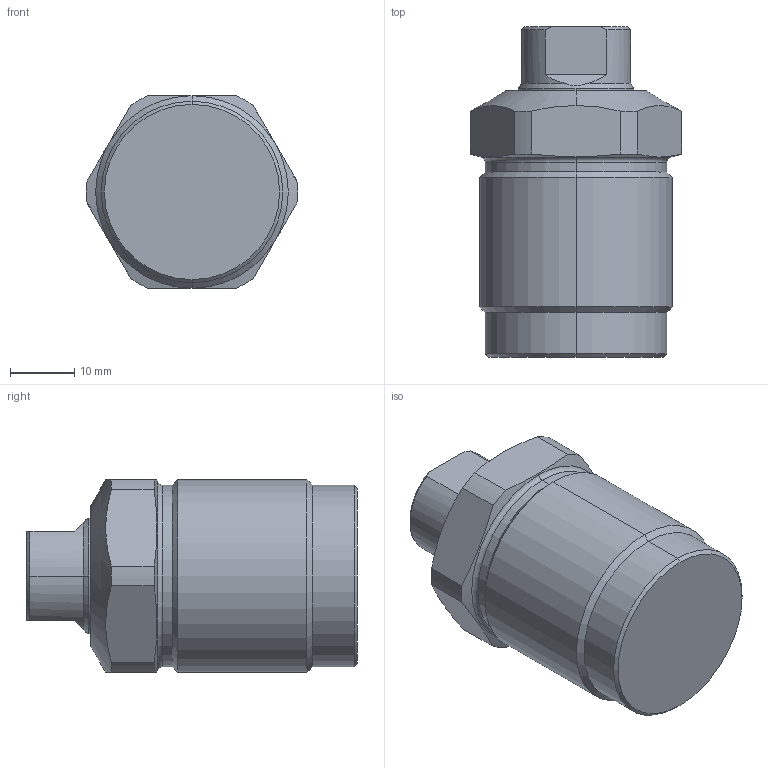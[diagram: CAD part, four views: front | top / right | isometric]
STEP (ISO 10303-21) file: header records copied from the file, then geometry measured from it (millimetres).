
FILE_DESCRIPTION (( 'STEP AP214' ), '1' );
FILE_NAME ('CMC06-10.STEP', '2005-12-23T07:57:18', ( '' ), ( '' ), 'SwSTEP 2.0', 'SolidWorks 2004334', '' );
FILE_SCHEMA (( 'AUTOMOTIVE_DESIGN' ));
Length unit declared in the file: millimetre
Products named in the file (3): CMC06-10BODY_蹬怮椔; CMC06-10; CMC06-10 ROD_蹬怮椔
Assembly tree (2 placements, depth 2):
  CMC06-10
    CMC06-10 ROD_蹬怮椔
    CMC06-10BODY_蹬怮椔
Bounding box: 32.98 x 51.5 x 30 mm (x, y, z)
Volume: 29944.6 mm3; surface area: 7777.7 mm2
Topology: 2 solids, 2 shells, 60 faces, 143 edges, 88 vertices
Faces by surface type: cylinder 23, cone 19, plane 16, torus 2
Entity records: 1880 total; most frequent: CARTESIAN_POINT 420, DIRECTION 308, ORIENTED_EDGE 282, EDGE_CURVE 141, AXIS2_PLACEMENT_3D 128, VERTEX_POINT 88, EDGE_LOOP 63, CIRCLE 63
